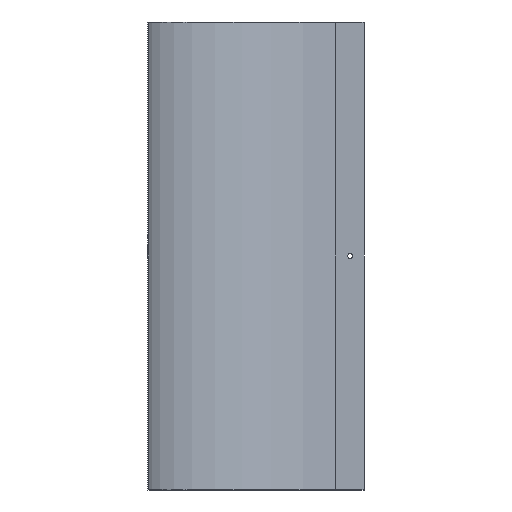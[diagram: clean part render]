
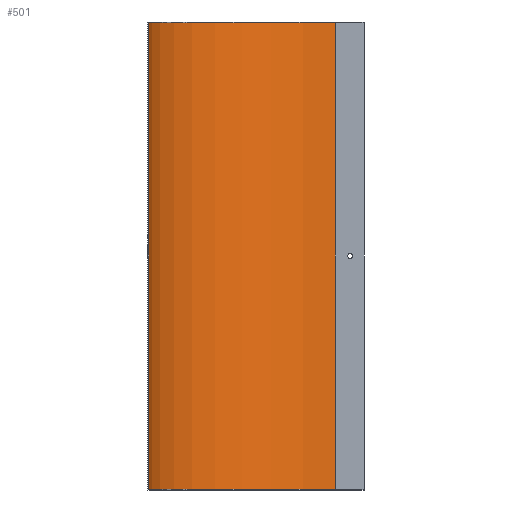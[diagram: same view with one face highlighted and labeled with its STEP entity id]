
A CAD part, front view. The second image highlights one B-rep face of the part: STEP entity #501.
In plain terms, the highlighted cylindrical face has radius 200 mm (diameter 400 mm), a partial arc.
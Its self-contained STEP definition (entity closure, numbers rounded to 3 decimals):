
#28 = CYLINDRICAL_SURFACE ( 'NONE', #353, 200. ) ;
#62 = VECTOR ( 'NONE', #652, 1000. ) ;
#65 = CIRCLE ( 'NONE', #343, 200. ) ;
#66 = FACE_OUTER_BOUND ( 'NONE', #140, .T. ) ;
#67 = LINE ( 'NONE', #661, #62 ) ;
#81 = VECTOR ( 'NONE', #550, 1000. ) ;
#99 = LINE ( 'NONE', #539, #81 ) ;
#124 = CIRCLE ( 'NONE', #351, 200. ) ;
#140 = EDGE_LOOP ( 'NONE', ( #215, #214, #213, #166 ) ) ;
#166 = ORIENTED_EDGE ( 'NONE', *, *, #388, .F. ) ;
#213 = ORIENTED_EDGE ( 'NONE', *, *, #397, .T. ) ;
#214 = ORIENTED_EDGE ( 'NONE', *, *, #399, .T. ) ;
#215 = ORIENTED_EDGE ( 'NONE', *, *, #366, .F. ) ;
#308 = VERTEX_POINT ( 'NONE', #586 ) ;
#311 = VERTEX_POINT ( 'NONE', #604 ) ;
#322 = VERTEX_POINT ( 'NONE', #599 ) ;
#325 = VERTEX_POINT ( 'NONE', #598 ) ;
#343 = AXIS2_PLACEMENT_3D ( 'NONE', #664, #670, #657 ) ;
#351 = AXIS2_PLACEMENT_3D ( 'NONE', #579, #574, #566 ) ;
#353 = AXIS2_PLACEMENT_3D ( 'NONE', #643, #644, #666 ) ;
#366 = EDGE_CURVE ( 'NONE', #325, #322, #124, .T. ) ;
#388 = EDGE_CURVE ( 'NONE', #322, #311, #99, .T. ) ;
#397 = EDGE_CURVE ( 'NONE', #308, #311, #65, .T. ) ;
#399 = EDGE_CURVE ( 'NONE', #325, #308, #67, .T. ) ;
#501 = ADVANCED_FACE ( 'NONE', ( #66 ), #28, .F. ) ;
#539 = CARTESIAN_POINT ( 'NONE',  ( 0., 31., -501.2 ) ) ;
#550 = DIRECTION ( 'NONE',  ( 0., 0., 1. ) ) ;
#566 = DIRECTION ( 'NONE',  ( -1., 0., 0. ) ) ;
#574 = DIRECTION ( 'NONE',  ( 0., 0., 1. ) ) ;
#579 = CARTESIAN_POINT ( 'NONE',  ( 200., 31., -500.4 ) ) ;
#586 = CARTESIAN_POINT ( 'NONE',  ( 200., 231., 0. ) ) ;
#598 = CARTESIAN_POINT ( 'NONE',  ( 200., 231., -500.4 ) ) ;
#599 = CARTESIAN_POINT ( 'NONE',  ( 0., 31., -500.4 ) ) ;
#604 = CARTESIAN_POINT ( 'NONE',  ( 0., 31., 0. ) ) ;
#643 = CARTESIAN_POINT ( 'NONE',  ( 200., 31., -501.2 ) ) ;
#644 = DIRECTION ( 'NONE',  ( 0., 0., 1. ) ) ;
#652 = DIRECTION ( 'NONE',  ( 0., 0., 1. ) ) ;
#657 = DIRECTION ( 'NONE',  ( -1., 0., 0. ) ) ;
#661 = CARTESIAN_POINT ( 'NONE',  ( 200., 231., -501.2 ) ) ;
#664 = CARTESIAN_POINT ( 'NONE',  ( 200., 31., 0. ) ) ;
#666 = DIRECTION ( 'NONE',  ( 1., 0., 0. ) ) ;
#670 = DIRECTION ( 'NONE',  ( 0., 0., 1. ) ) ;
